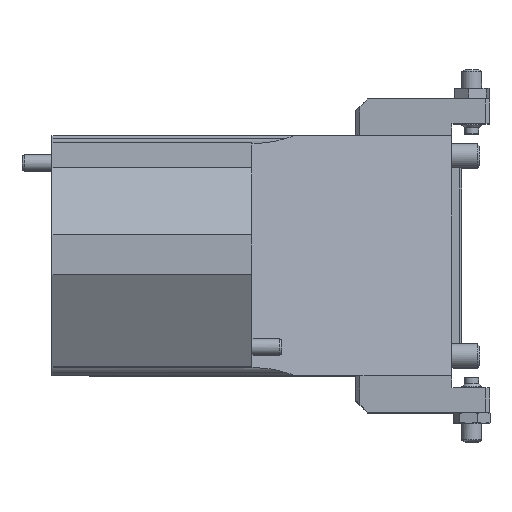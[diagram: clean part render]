
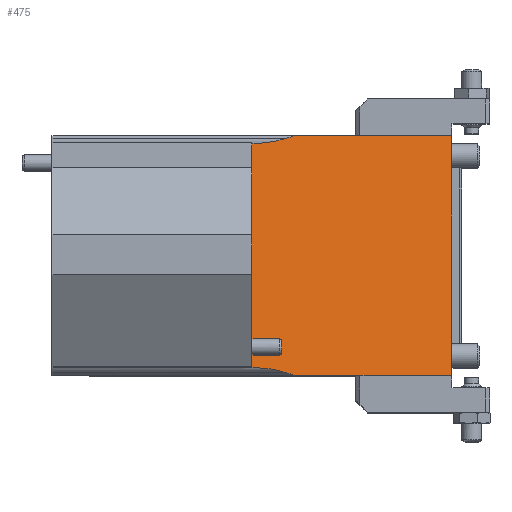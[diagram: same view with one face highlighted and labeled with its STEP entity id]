
A CAD part, top view. The second image highlights one B-rep face of the part: STEP entity #475.
In plain terms, the highlighted planar face has unit normal (0.5, 0, 0.866).
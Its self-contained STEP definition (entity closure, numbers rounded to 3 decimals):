
#422=ELLIPSE('',#4906,20.,10.);
#423=ELLIPSE('',#4911,20.,10.);
#475=ADVANCED_FACE('',(#933),#760,.T.);
#760=PLANE('',#4965);
#933=FACE_OUTER_BOUND('',#1184,.T.);
#1184=EDGE_LOOP('',(#2570,#2571,#2572,#2573,#2574,#2575,#2576,#2577,#2578,
#2579,#2580,#2581));
#1562=LINE('',#6843,#1947);
#1579=LINE('',#6882,#1964);
#1593=LINE('',#6912,#1978);
#1599=LINE('',#6925,#1984);
#1603=LINE('',#6933,#1988);
#1606=LINE('',#6942,#1991);
#1611=LINE('',#6953,#1996);
#1646=LINE('',#7044,#2031);
#1678=LINE('',#7137,#2063);
#1679=LINE('',#7138,#2064);
#1947=VECTOR('',#5454,1.);
#1964=VECTOR('',#5477,1.);
#1978=VECTOR('',#5495,1.);
#1984=VECTOR('',#5503,1.);
#1988=VECTOR('',#5509,1.);
#1991=VECTOR('',#5520,1.);
#1996=VECTOR('',#5527,1.);
#2031=VECTOR('',#5606,1.);
#2063=VECTOR('',#5704,1.);
#2064=VECTOR('',#5705,1.);
#2570=ORIENTED_EDGE('',*,*,#4157,.T.);
#2571=ORIENTED_EDGE('',*,*,#4160,.T.);
#2572=ORIENTED_EDGE('',*,*,#4114,.T.);
#2573=ORIENTED_EDGE('',*,*,#4218,.F.);
#2574=ORIENTED_EDGE('',*,*,#4162,.T.);
#2575=ORIENTED_EDGE('',*,*,#4170,.T.);
#2576=ORIENTED_EDGE('',*,*,#4167,.T.);
#2577=ORIENTED_EDGE('',*,*,#4153,.F.);
#2578=ORIENTED_EDGE('',*,*,#4264,.F.);
#2579=ORIENTED_EDGE('',*,*,#4133,.T.);
#2580=ORIENTED_EDGE('',*,*,#4265,.F.);
#2581=ORIENTED_EDGE('',*,*,#4147,.F.);
#3664=VERTEX_POINT('',#6842);
#3665=VERTEX_POINT('',#6844);
#3683=VERTEX_POINT('',#6881);
#3684=VERTEX_POINT('',#6883);
#3697=VERTEX_POINT('',#6911);
#3698=VERTEX_POINT('',#6913);
#3703=VERTEX_POINT('',#6924);
#3704=VERTEX_POINT('',#6926);
#3707=VERTEX_POINT('',#6934);
#3709=VERTEX_POINT('',#6943);
#3710=VERTEX_POINT('',#6944);
#3714=VERTEX_POINT('',#6954);
#4114=EDGE_CURVE('',#3665,#3664,#1562,.T.);
#4133=EDGE_CURVE('',#3684,#3683,#1579,.T.);
#4147=EDGE_CURVE('',#3697,#3698,#1593,.T.);
#4153=EDGE_CURVE('',#3703,#3704,#1599,.T.);
#4157=EDGE_CURVE('',#3697,#3707,#1603,.T.);
#4160=EDGE_CURVE('',#3707,#3665,#422,.T.);
#4162=EDGE_CURVE('',#3709,#3710,#1606,.T.);
#4167=EDGE_CURVE('',#3714,#3704,#1611,.T.);
#4170=EDGE_CURVE('',#3710,#3714,#423,.T.);
#4218=EDGE_CURVE('',#3709,#3664,#1646,.T.);
#4264=EDGE_CURVE('',#3684,#3703,#1678,.T.);
#4265=EDGE_CURVE('',#3698,#3683,#1679,.T.);
#4906=AXIS2_PLACEMENT_3D('',#6939,#5514,#5515);
#4911=AXIS2_PLACEMENT_3D('',#6959,#5532,#5533);
#4965=AXIS2_PLACEMENT_3D('',#7139,#5706,#5707);
#5454=DIRECTION('',(-0.866,0.,0.5));
#5477=DIRECTION('',(0.,1.,0.));
#5495=DIRECTION('',(0.866,0.,-0.5));
#5503=DIRECTION('',(-0.866,0.,0.5));
#5509=DIRECTION('',(-0.832,-0.277,0.48));
#5514=DIRECTION('',(-0.5,0.,-0.866));
#5515=DIRECTION('',(-0.866,0.,0.5));
#5520=DIRECTION('',(0.866,0.,-0.5));
#5527=DIRECTION('',(0.832,-0.277,-0.48));
#5532=DIRECTION('',(-0.5,0.,-0.866));
#5533=DIRECTION('',(-0.866,0.,0.5));
#5606=DIRECTION('',(0.,1.,0.));
#5704=DIRECTION('',(-0.866,0.,0.5));
#5705=DIRECTION('',(0.866,0.,-0.5));
#5706=DIRECTION('',(0.5,0.,0.866));
#5707=DIRECTION('',(-0.866,0.,0.5));
#6842=CARTESIAN_POINT('',(-50.,28.,26.8));
#6843=CARTESIAN_POINT('',(-55.801,28.,30.149));
#6844=CARTESIAN_POINT('',(-49.999,28.,26.799));
#6881=CARTESIAN_POINT('',(0.,30.,-2.068));
#6882=CARTESIAN_POINT('',(0.,-35.,-2.068));
#6883=CARTESIAN_POINT('',(0.,-30.,-2.068));
#6911=CARTESIAN_POINT('',(-39.358,30.,20.656));
#6912=CARTESIAN_POINT('',(12.57,30.,-9.325));
#6913=CARTESIAN_POINT('',(-2.369,30.,-0.7));
#6924=CARTESIAN_POINT('',(-2.369,-30.,-0.7));
#6925=CARTESIAN_POINT('',(12.57,-30.,-9.325));
#6926=CARTESIAN_POINT('',(-39.358,-30.,20.656));
#6933=CARTESIAN_POINT('',(-13.956,38.467,5.99));
#6934=CARTESIAN_POINT('',(-41.339,29.34,21.799));
#6939=CARTESIAN_POINT('',(-49.999,38.,26.799));
#6942=CARTESIAN_POINT('',(-55.801,-28.,30.149));
#6943=CARTESIAN_POINT('',(-50.,-28.,26.8));
#6944=CARTESIAN_POINT('',(-49.999,-28.,26.799));
#6953=CARTESIAN_POINT('',(-13.956,-38.467,5.99));
#6954=CARTESIAN_POINT('',(-41.339,-29.34,21.799));
#6959=CARTESIAN_POINT('',(-49.999,-38.,26.799));
#7044=CARTESIAN_POINT('',(-50.,-30.,26.8));
#7137=CARTESIAN_POINT('',(12.57,-30.,-9.325));
#7138=CARTESIAN_POINT('',(12.57,30.,-9.325));
#7139=CARTESIAN_POINT('',(-50.,-35.,26.8));
